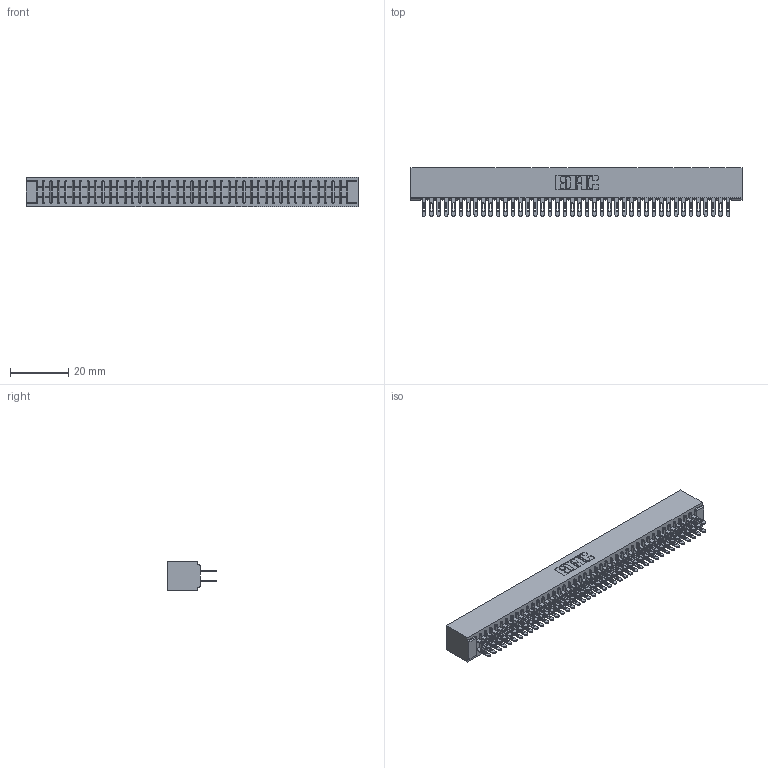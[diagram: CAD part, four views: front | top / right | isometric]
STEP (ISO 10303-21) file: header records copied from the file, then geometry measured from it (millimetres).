
FILE_DESCRIPTION (( 'STEP AP203' ), '1' );
FILE_NAME ('341-084-500-201.STEP', '2018-08-07T22:25:45', ( '' ), ( '' ), 'SwSTEP 2.0', 'SolidWorks 2016', '' );
FILE_SCHEMA (( 'CONFIG_CONTROL_DESIGN' ));
Length unit declared in the file: inch
Products named in the file (3): 341 Part_No Mounting Lugs; 341-292-001_341-292-100; 341-084-500-201
Assembly tree (85 placements, depth 2):
  341-084-500-201
    341 Part_No Mounting Lugs
    341-292-001_341-292-100  x84
Bounding box: 113.67 x 16.69 x 10.16 mm (x, y, z)
Volume: 8737.9 mm3; surface area: 16873.5 mm2
Topology: 85 solids, 85 shells, 5652 faces, 16378 edges, 10606 vertices
Faces by surface type: plane 3256, cylinder 2228, sphere 86, torus 82
Entity records: 50559 total; most frequent: CARTESIAN_POINT 8402, ORIENTED_EDGE 8348, DIRECTION 8156, EDGE_CURVE 4174, LINE 3372, VECTOR 3372, VERTEX_POINT 2638, AXIS2_PLACEMENT_3D 2392
